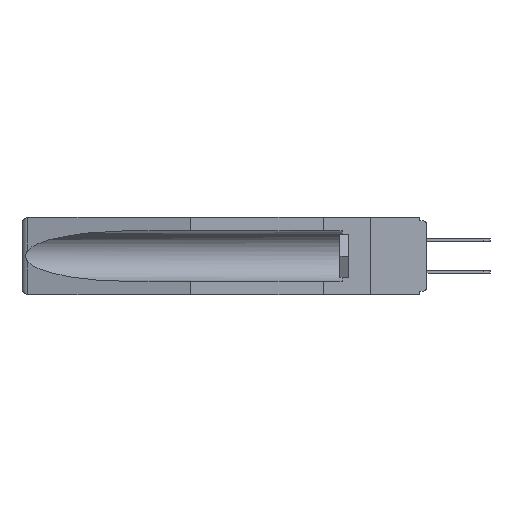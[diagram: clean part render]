
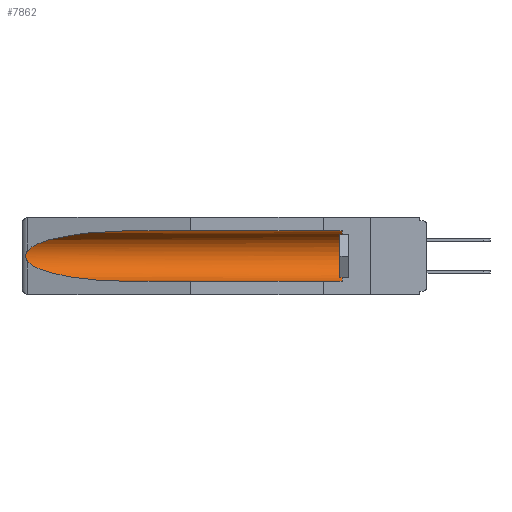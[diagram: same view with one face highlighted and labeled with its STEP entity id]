
A CAD part, left-side view. The second image highlights one B-rep face of the part: STEP entity #7862.
In plain terms, the highlighted cylindrical face has radius 2.857 mm (diameter 5.715 mm), a partial arc.
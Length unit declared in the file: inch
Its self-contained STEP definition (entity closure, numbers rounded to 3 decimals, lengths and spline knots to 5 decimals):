
#262 = DIRECTION ( 'NONE',  ( 0., 0., 1. ) ) ;
#345 = CARTESIAN_POINT ( 'NONE',  ( 0.155, 0.126, -0.059 ) ) ;
#460 = CARTESIAN_POINT ( 'NONE',  ( 0.26654, 1.53092, -0.15636 ) ) ;
#533 = EDGE_LOOP ( 'NONE', ( #13028, #4525, #7853, #5894, #2228, #14605 ) ) ;
#574 = LINE ( 'NONE', #2077, #20397 ) ;
#902 = CARTESIAN_POINT ( 'NONE',  ( 0.155, -0.30754, -0.1715 ) ) ;
#2052 = EDGE_CURVE ( 'NONE', #23809, #10400, #19858, .T. ) ;
#2066 = VERTEX_POINT ( 'NONE', #9061 ) ;
#2077 = CARTESIAN_POINT ( 'NONE',  ( 0.155, -0.30754, -0.284 ) ) ;
#2228 = ORIENTED_EDGE ( 'NONE', *, *, #19945, .T. ) ;
#3165 = CARTESIAN_POINT ( 'NONE',  ( 0.25451, 1.48313, -0.09465 ) ) ;
#3444 = CARTESIAN_POINT ( 'NONE',  ( 0.26655, 1.53094, -0.18657 ) ) ;
#4226 = CARTESIAN_POINT ( 'NONE',  ( 0.155, 0.126, -0.1715 ) ) ;
#4254 = CARTESIAN_POINT ( 'NONE',  ( 0.26597, 1.52961, -0.15275 ) ) ;
#4520 = FACE_OUTER_BOUND ( 'NONE', #533, .T. ) ;
#4525 = ORIENTED_EDGE ( 'NONE', *, *, #13203, .T. ) ;
#5018 = CARTESIAN_POINT ( 'NONE',  ( 0.26537, 1.52718, -0.14972 ) ) ;
#5224 = CARTESIAN_POINT ( 'NONE',  ( 0.2675, 1.53308, -0.17534 ) ) ;
#5894 = ORIENTED_EDGE ( 'NONE', *, *, #12016, .F. ) ;
#6197 = LINE ( 'NONE', #16000, #7386 ) ;
#6722 = DIRECTION ( 'NONE',  ( 0., 1., 0. ) ) ;
#7146 = CARTESIAN_POINT ( 'NONE',  ( 0.2673, 1.53269, -0.17917 ) ) ;
#7386 = VECTOR ( 'NONE', #18084, 39.37008 ) ;
#7853 = ORIENTED_EDGE ( 'NONE', *, *, #15662, .T. ) ;
#7862 = ADVANCED_FACE ( 'NONE', ( #4520 ), #14127, .F. ) ;
#8828 = CARTESIAN_POINT ( 'NONE',  ( 0.21114, 1.30732, -0.059 ) ) ;
#9061 = CARTESIAN_POINT ( 'NONE',  ( 0.155, 1.07973, -0.284 ) ) ;
#10400 = VERTEX_POINT ( 'NONE', #18158 ) ;
#11427 = B_SPLINE_CURVE_WITH_KNOTS ( 'NONE', 3,
 ( #21461, #4254, #460, #15840, #22381, #5224, #7146, #3444, #24616, #17139 ),
 .UNSPECIFIED., .F., .F.,
 ( 4, 2, 2, 2, 4 ),
 ( 0., 0.00029, 0.00058, 0.00087, 0.00117 ),
 .UNSPECIFIED. ) ;
#12016 = EDGE_CURVE ( 'NONE', #14358, #2066, #574, .T. ) ;
#13028 = ORIENTED_EDGE ( 'NONE', *, *, #2052, .T. ) ;
#13203 = EDGE_CURVE ( 'NONE', #10400, #14031, #11427, .T. ) ;
#13614 = CARTESIAN_POINT ( 'NONE',  ( 0.26537, 1.52718, -0.19328 ) ) ;
#14031 = VERTEX_POINT ( 'NONE', #13614 ) ;
#14127 = CYLINDRICAL_SURFACE ( 'NONE', #17243, 0.1125 ) ;
#14358 = VERTEX_POINT ( 'NONE', #16935 ) ;
#14588 = CARTESIAN_POINT ( 'NONE',  ( 0.26537, 1.52718, -0.19328 ) ) ;
#14605 = ORIENTED_EDGE ( 'NONE', *, *, #15205, .T. ) ;
#14811 = CARTESIAN_POINT ( 'NONE',  ( 0.155, 1.07973, -0.059 ) ) ;
#15187 = CARTESIAN_POINT ( 'NONE',  ( 0.155, 1.07973, -0.284 ) ) ;
#15205 = EDGE_CURVE ( 'NONE', #19971, #23809, #6197, .T. ) ;
#15662 = EDGE_CURVE ( 'NONE', #14031, #2066, #23292, .T. ) ;
#15799 = CARTESIAN_POINT ( 'NONE',  ( 0.155, 1.07973, -0.059 ) ) ;
#15840 = CARTESIAN_POINT ( 'NONE',  ( 0.2673, 1.5327, -0.16383 ) ) ;
#16000 = CARTESIAN_POINT ( 'NONE',  ( 0.155, -0.30754, -0.059 ) ) ;
#16935 = CARTESIAN_POINT ( 'NONE',  ( 0.155, 0.126, -0.284 ) ) ;
#17139 = CARTESIAN_POINT ( 'NONE',  ( 0.26537, 1.52718, -0.19328 ) ) ;
#17243 = AXIS2_PLACEMENT_3D ( 'NONE', #902, #6722, #20127 ) ;
#17366 = DIRECTION ( 'NONE',  ( 0., 1., 0. ) ) ;
#18084 = DIRECTION ( 'NONE',  ( 0., 1., 0. ) ) ;
#18158 = CARTESIAN_POINT ( 'NONE',  ( 0.26537, 1.52718, -0.14972 ) ) ;
#19858 =( BOUNDED_CURVE ( )  B_SPLINE_CURVE ( 3, ( #14811, #8828, #3165, #5018 ),
 .UNSPECIFIED., .F., .F. ) 
 B_SPLINE_CURVE_WITH_KNOTS ( ( 4, 4 ),
 ( 4.71239, 6.08839 ),
 .UNSPECIFIED. ) 
 CURVE ( )  GEOMETRIC_REPRESENTATION_ITEM ( )  RATIONAL_B_SPLINE_CURVE ( ( 1., 0.848, 0.848, 1. ) ) 
 REPRESENTATION_ITEM ( '' )  );
#19945 = EDGE_CURVE ( 'NONE', #14358, #19971, #22870, .T. ) ;
#19971 = VERTEX_POINT ( 'NONE', #345 ) ;
#20127 = DIRECTION ( 'NONE',  ( 0., 0., 1. ) ) ;
#20397 = VECTOR ( 'NONE', #17366, 39.37008 ) ;
#21343 = DIRECTION ( 'NONE',  ( 0., -1., 0. ) ) ;
#21461 = CARTESIAN_POINT ( 'NONE',  ( 0.26537, 1.52718, -0.14972 ) ) ;
#22349 = CARTESIAN_POINT ( 'NONE',  ( 0.25451, 1.48313, -0.24835 ) ) ;
#22381 = CARTESIAN_POINT ( 'NONE',  ( 0.2675, 1.53308, -0.16763 ) ) ;
#22856 = CARTESIAN_POINT ( 'NONE',  ( 0.21114, 1.30732, -0.284 ) ) ;
#22870 = CIRCLE ( 'NONE', #24397, 0.1125 ) ;
#23292 =( BOUNDED_CURVE ( )  B_SPLINE_CURVE ( 3, ( #14588, #22349, #22856, #15187 ),
 .UNSPECIFIED., .F., .F. ) 
 B_SPLINE_CURVE_WITH_KNOTS ( ( 4, 4 ),
 ( 0.1948, 1.5708 ),
 .UNSPECIFIED. ) 
 CURVE ( )  GEOMETRIC_REPRESENTATION_ITEM ( )  RATIONAL_B_SPLINE_CURVE ( ( 1., 0.848, 0.848, 1. ) ) 
 REPRESENTATION_ITEM ( '' )  );
#23809 = VERTEX_POINT ( 'NONE', #15799 ) ;
#24397 = AXIS2_PLACEMENT_3D ( 'NONE', #4226, #21343, #262 ) ;
#24616 = CARTESIAN_POINT ( 'NONE',  ( 0.26597, 1.5296, -0.19026 ) ) ;
